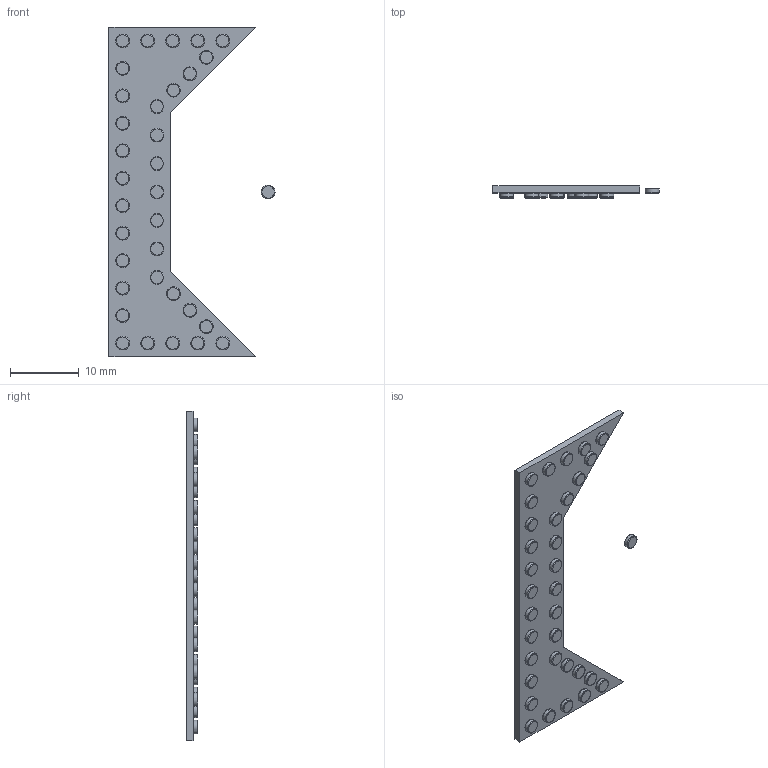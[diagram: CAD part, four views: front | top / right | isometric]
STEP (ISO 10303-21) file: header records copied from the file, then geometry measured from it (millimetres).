
FILE_DESCRIPTION(('TFLEX Exchange Step'),'2;1');
FILE_NAME(' заглушка верх.stp', '2022-04-03T21:59:42+03:00',('ilya'),('Unknown organisation'),'TFLEX Exchange 2022.0','T-FLEX CAD','Unknown authorisation');
FILE_SCHEMA( ('AUTOMOTIVE_DESIGN { 1 0 10303 214 1 1 1 1 }') );
Length unit declared in the file: millimetre
Products named in the file (41): норм заклепка; декор заглушка верх
Assembly tree (66 placements, depth 3):
  декор заглушка верх
    норм заклепка
      норм заклепка
    норм заклепка
      норм заклепка
    норм заклепка
      норм заклепка
    норм заклепка
      норм заклепка
    норм заклепка
      норм заклепка
    норм заклепка
      норм заклепка
    норм заклепка
      норм заклепка
    норм заклепка
      норм заклепка
    норм заклепка
      норм заклепка
    норм заклепка
      норм заклепка
    норм заклепка
      норм заклепка
    норм заклепка
      норм заклепка
    норм заклепка
      норм заклепка
    норм заклепка
      норм заклепка
    норм заклепка
      норм заклепка
    норм заклепка
      норм заклепка
    норм заклепка
      норм заклепка
    норм заклепка
      норм заклепка
    норм заклепка
      норм заклепка
    норм заклепка
      норм заклепка
    норм заклепка
      норм заклепка
    норм заклепка
      норм заклепка
    норм заклепка
      норм заклепка
    норм заклепка
      норм заклепка
    норм заклепка
      норм заклепка
    норм заклепка
      норм заклепка
    норм заклепка
      норм заклепка
    норм заклепка
      норм заклепка
    норм заклепка
      норм заклепка
    норм заклепка
Bounding box: 24.18 x 1.7 x 48 mm (x, y, z)
Volume: 659.7 mm3; surface area: 1665.2 mm2
Topology: 35 solids, 35 shells, 280 faces, 562 edges, 352 vertices
Faces by surface type: torus 112, plane 64, cylinder 56, bspline 48
Entity records: 3417 total; most frequent: CARTESIAN_POINT 1399, ORIENTED_EDGE 260, DIRECTION 214, PRODUCT_DEFINITION_SHAPE 133, EDGE_CURVE 130, AXIS2_PLACEMENT_3D 97, VERTEX_POINT 82, PRODUCT 67
